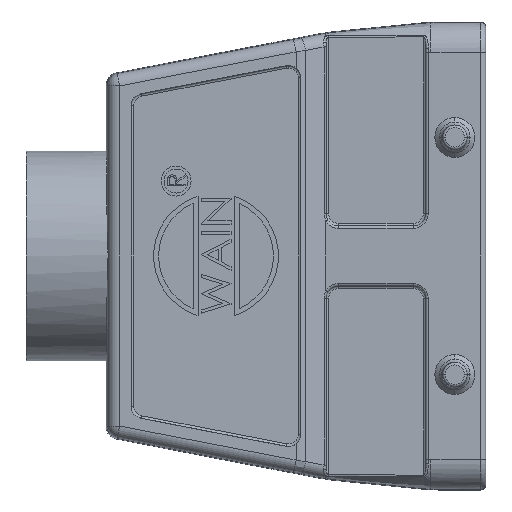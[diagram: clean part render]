
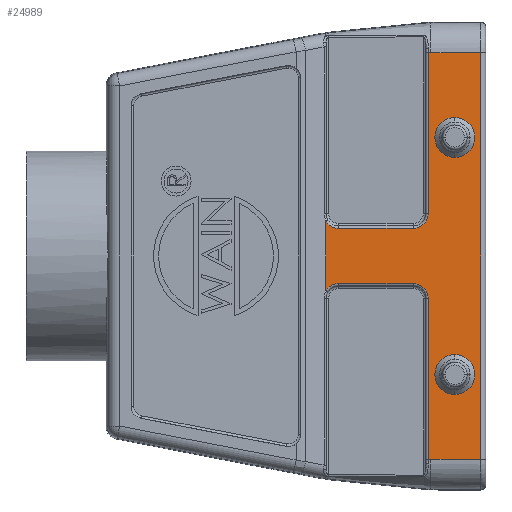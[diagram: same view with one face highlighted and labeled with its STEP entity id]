
A CAD part, left-side view. The second image highlights one B-rep face of the part: STEP entity #24989.
In plain terms, the highlighted planar face has unit normal (-1, 0, 0).
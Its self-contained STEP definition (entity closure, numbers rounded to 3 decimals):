
#5197=DIRECTION('',(0.,1.,0.));
#5198=VECTOR('',#5197,10.);
#5199=CARTESIAN_POINT('',(-21.5,-53.585,-40.712));
#5200=LINE('',#5199,#5198);
#6541=DIRECTION('',(0.,-1.,0.));
#6542=VECTOR('',#6541,10.);
#6543=CARTESIAN_POINT('',(-21.5,-43.585,40.712));
#6544=LINE('',#6543,#6542);
#7446=DIRECTION('',(0.,0.,-1.));
#7447=VECTOR('',#7446,81.424);
#7448=CARTESIAN_POINT('',(-21.5,-53.585,40.712));
#7449=LINE('',#7448,#7447);
#7465=DIRECTION('',(0.,-0.998,0.058));
#7466=VECTOR('',#7465,0.526);
#7467=CARTESIAN_POINT('',(-21.5,-43.059,-40.743));
#7468=LINE('',#7467,#7466);
#7469=CARTESIAN_POINT('',(-21.5,-40.085,-8.5));
#7470=DIRECTION('',(1.,0.,0.));
#7471=DIRECTION('',(0.,0.,1.));
#7472=AXIS2_PLACEMENT_3D('',#7469,#7470,#7471);
#7474=CARTESIAN_POINT('',(-21.5,-25.085,-8.5));
#7475=DIRECTION('',(1.,0.,0.));
#7476=DIRECTION('',(0.,0.84,0.542));
#7477=AXIS2_PLACEMENT_3D('',#7474,#7475,#7476);
#7479=CARTESIAN_POINT('',(-21.5,-25.085,8.5));
#7480=DIRECTION('',(1.,0.,0.));
#7481=DIRECTION('',(0.,0.,-1.));
#7482=AXIS2_PLACEMENT_3D('',#7479,#7480,#7481);
#7484=CARTESIAN_POINT('',(-21.5,-40.085,8.5));
#7485=DIRECTION('',(1.,0.,0.));
#7486=DIRECTION('',(0.,-1.,0.));
#7487=AXIS2_PLACEMENT_3D('',#7484,#7485,#7486);
#7489=DIRECTION('',(0.,0.998,0.058));
#7490=VECTOR('',#7489,0.526);
#7491=CARTESIAN_POINT('',(-21.5,-43.585,40.712));
#7492=LINE('',#7491,#7490);
#7493=CARTESIAN_POINT('',(-21.5,-48.385,-23.75));
#7494=DIRECTION('',(1.,0.,0.));
#7495=DIRECTION('',(0.,0.,-1.));
#7496=AXIS2_PLACEMENT_3D('',#7493,#7494,#7495);
#7498=CARTESIAN_POINT('',(-21.5,-48.385,-23.75));
#7499=DIRECTION('',(1.,0.,0.));
#7500=DIRECTION('',(0.,-1.,0.));
#7501=AXIS2_PLACEMENT_3D('',#7498,#7499,#7500);
#7503=CARTESIAN_POINT('',(-21.5,-48.385,-23.75));
#7504=DIRECTION('',(1.,0.,0.));
#7505=DIRECTION('',(0.,0.,1.));
#7506=AXIS2_PLACEMENT_3D('',#7503,#7504,#7505);
#7508=CARTESIAN_POINT('',(-21.5,-48.385,23.75));
#7509=DIRECTION('',(1.,0.,0.));
#7510=DIRECTION('',(0.,0.,-1.));
#7511=AXIS2_PLACEMENT_3D('',#7508,#7509,#7510);
#7513=CARTESIAN_POINT('',(-21.5,-48.385,23.75));
#7514=DIRECTION('',(1.,0.,0.));
#7515=DIRECTION('',(0.,-1.,0.));
#7516=AXIS2_PLACEMENT_3D('',#7513,#7514,#7515);
#7518=CARTESIAN_POINT('',(-21.5,-48.385,23.75));
#7519=DIRECTION('',(1.,0.,0.));
#7520=DIRECTION('',(0.,0.,1.));
#7521=AXIS2_PLACEMENT_3D('',#7518,#7519,#7520);
#7527=DIRECTION('',(0.,0.,1.));
#7528=VECTOR('',#7527,32.243);
#7529=CARTESIAN_POINT('',(-21.5,-43.059,-40.743));
#7530=LINE('',#7529,#7528);
#7539=CARTESIAN_POINT('',(-21.5,-43.059,-40.743));
#7616=DIRECTION('',(0.,0.,1.));
#7617=VECTOR('',#7616,13.777);
#7618=CARTESIAN_POINT('',(-21.5,-22.585,-6.888));
#7619=LINE('',#7618,#7617);
#7819=DIRECTION('',(0.,1.,0.));
#7820=VECTOR('',#7819,15.);
#7821=CARTESIAN_POINT('',(-21.5,-40.085,-5.526));
#7822=LINE('',#7821,#7820);
#7912=DIRECTION('',(0.,0.,1.));
#7913=VECTOR('',#7912,32.243);
#7914=CARTESIAN_POINT('',(-21.5,-43.059,8.5));
#7915=LINE('',#7914,#7913);
#7935=DIRECTION('',(0.,-1.,0.));
#7936=VECTOR('',#7935,15.);
#7937=CARTESIAN_POINT('',(-21.5,-25.085,5.526));
#7938=LINE('',#7937,#7936);
#7948=CARTESIAN_POINT('',(-21.5,-22.585,6.888));
#8889=CARTESIAN_POINT('',(-21.5,-43.585,-40.712));
#8891=VERTEX_POINT('',#8889);
#8965=CARTESIAN_POINT('',(-21.5,-48.385,27.75));
#8967=VERTEX_POINT('',#8965);
#9102=CARTESIAN_POINT('',(-21.5,-43.059,-8.5));
#9104=VERTEX_POINT('',#9102);
#9381=CARTESIAN_POINT('',(-21.5,-43.585,40.712));
#9382=VERTEX_POINT('',#9381);
#9409=CARTESIAN_POINT('',(-21.5,-22.585,-6.888));
#9410=CARTESIAN_POINT('',(-21.5,-25.085,-5.526));
#9411=VERTEX_POINT('',#9409);
#9412=VERTEX_POINT('',#9410);
#9486=CARTESIAN_POINT('',(-21.5,-43.059,40.743));
#9487=VERTEX_POINT('',#9486);
#9666=CARTESIAN_POINT('',(-21.5,-43.059,8.5));
#9667=CARTESIAN_POINT('',(-21.5,-40.085,5.526));
#9668=VERTEX_POINT('',#9666);
#9669=VERTEX_POINT('',#9667);
#9929=CARTESIAN_POINT('',(-21.5,-48.385,19.75));
#9930=VERTEX_POINT('',#9929);
#10026=CARTESIAN_POINT('',(-21.5,-53.585,40.712));
#10027=VERTEX_POINT('',#10026);
#10055=VERTEX_POINT('',#7948);
#10064=CARTESIAN_POINT('',(-21.5,-48.385,-19.75));
#10066=VERTEX_POINT('',#10064);
#10080=CARTESIAN_POINT('',(-21.5,-40.085,-5.526));
#10081=VERTEX_POINT('',#10080);
#10108=CARTESIAN_POINT('',(-21.5,-53.585,-40.712));
#10109=VERTEX_POINT('',#10108);
#10192=VERTEX_POINT('',#7539);
#10258=CARTESIAN_POINT('',(-21.5,-48.385,-27.75));
#10259=VERTEX_POINT('',#10258);
#10270=CARTESIAN_POINT('',(-21.5,-25.085,5.526));
#10271=VERTEX_POINT('',#10270);
#10343=CARTESIAN_POINT('',(-21.5,-52.385,-23.75));
#10344=VERTEX_POINT('',#10343);
#10392=CARTESIAN_POINT('',(-21.5,-52.385,23.75));
#10393=VERTEX_POINT('',#10392);
#24943=CARTESIAN_POINT('',(-21.5,-43.585,-40.712));
#24944=DIRECTION('',(1.,0.,0.));
#24945=DIRECTION('',(0.,1.,0.));
#24946=AXIS2_PLACEMENT_3D('',#24943,#24944,#24945);
#24947=PLANE('',#24946);
#24948=ORIENTED_EDGE('',*,*,#21450,.T.);
#24949=ORIENTED_EDGE('',*,*,#21510,.F.);
#24951=ORIENTED_EDGE('',*,*,#24950,.T.);
#24953=ORIENTED_EDGE('',*,*,#24952,.F.);
#24955=ORIENTED_EDGE('',*,*,#24954,.T.);
#24957=ORIENTED_EDGE('',*,*,#24956,.F.);
#24959=ORIENTED_EDGE('',*,*,#24958,.T.);
#24961=ORIENTED_EDGE('',*,*,#24960,.F.);
#24963=ORIENTED_EDGE('',*,*,#24962,.T.);
#24965=ORIENTED_EDGE('',*,*,#24964,.F.);
#24967=ORIENTED_EDGE('',*,*,#24966,.T.);
#24968=ORIENTED_EDGE('',*,*,#23342,.F.);
#24969=ORIENTED_EDGE('',*,*,#23370,.T.);
#24970=ORIENTED_EDGE('',*,*,#24926,.T.);
#24971=EDGE_LOOP('',(#24948,#24949,#24951,#24953,#24955,#24957,#24959,#24961,
#24963,#24965,#24967,#24968,#24969,#24970));
#24972=FACE_OUTER_BOUND('',#24971,.F.);
#24974=ORIENTED_EDGE('',*,*,#24973,.F.);
#24976=ORIENTED_EDGE('',*,*,#24975,.F.);
#24978=ORIENTED_EDGE('',*,*,#24977,.F.);
#24979=EDGE_LOOP('',(#24974,#24976,#24978));
#24980=FACE_BOUND('',#24979,.F.);
#24982=ORIENTED_EDGE('',*,*,#24981,.F.);
#24984=ORIENTED_EDGE('',*,*,#24983,.F.);
#24986=ORIENTED_EDGE('',*,*,#24985,.F.);
#24987=EDGE_LOOP('',(#24982,#24984,#24986));
#24988=FACE_BOUND('',#24987,.F.);
#24989=ADVANCED_FACE('',(#24972,#24980,#24988),#24947,.F.);
#7473=CIRCLE('',#7472,2.974);
#7478=CIRCLE('',#7477,2.974);
#7483=CIRCLE('',#7482,2.974);
#7488=CIRCLE('',#7487,2.974);
#7497=CIRCLE('',#7496,4.);
#7502=CIRCLE('',#7501,4.);
#7507=CIRCLE('',#7506,4.);
#7512=CIRCLE('',#7511,4.);
#7517=CIRCLE('',#7516,4.);
#7522=CIRCLE('',#7521,4.);
#21450=EDGE_CURVE('',#10109,#8891,#5200,.T.);
#21510=EDGE_CURVE('',#10192,#8891,#7468,.T.);
#23342=EDGE_CURVE('',#9382,#9487,#7492,.T.);
#23370=EDGE_CURVE('',#9382,#10027,#6544,.T.);
#24926=EDGE_CURVE('',#10027,#10109,#7449,.T.);
#24950=EDGE_CURVE('',#10192,#9104,#7530,.T.);
#24952=EDGE_CURVE('',#10081,#9104,#7473,.T.);
#24954=EDGE_CURVE('',#10081,#9412,#7822,.T.);
#24956=EDGE_CURVE('',#9411,#9412,#7478,.T.);
#24958=EDGE_CURVE('',#9411,#10055,#7619,.T.);
#24960=EDGE_CURVE('',#10271,#10055,#7483,.T.);
#24962=EDGE_CURVE('',#10271,#9669,#7938,.T.);
#24964=EDGE_CURVE('',#9668,#9669,#7488,.T.);
#24966=EDGE_CURVE('',#9668,#9487,#7915,.T.);
#24973=EDGE_CURVE('',#10259,#10066,#7497,.T.);
#24975=EDGE_CURVE('',#10344,#10259,#7502,.T.);
#24977=EDGE_CURVE('',#10066,#10344,#7507,.T.);
#24981=EDGE_CURVE('',#9930,#8967,#7512,.T.);
#24983=EDGE_CURVE('',#10393,#9930,#7517,.T.);
#24985=EDGE_CURVE('',#8967,#10393,#7522,.T.);
